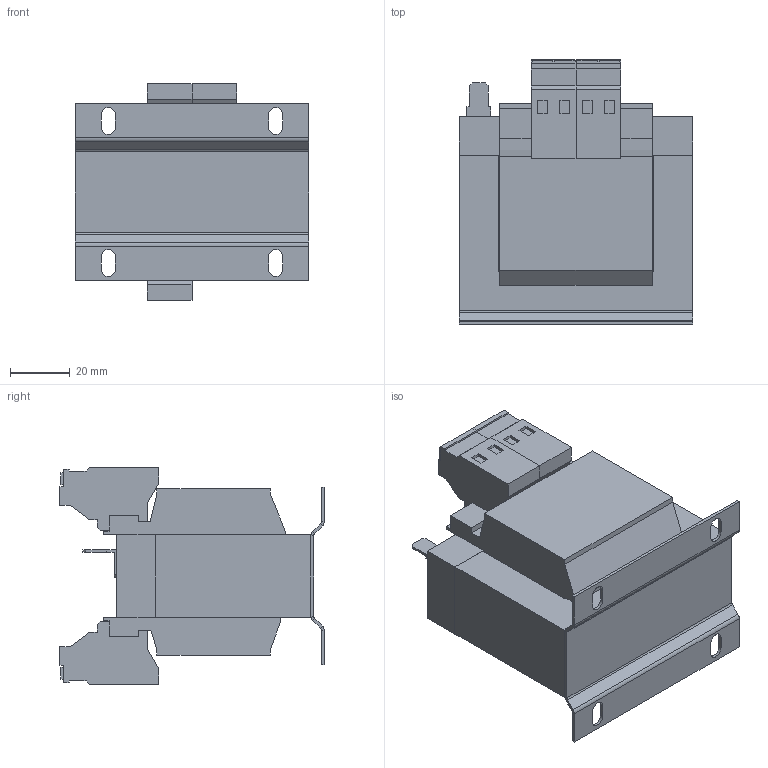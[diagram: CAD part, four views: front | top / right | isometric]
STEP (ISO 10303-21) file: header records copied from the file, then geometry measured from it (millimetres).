
FILE_DESCRIPTION (( 'STEP AP214' ), '1' );
FILE_NAME ('221245.STEP', '2020-06-12T12:57:33', ( '' ), ( '' ), 'SwSTEP 2.0', 'SolidWorks 2018', '' );
FILE_SCHEMA (( 'AUTOMOTIVE_DESIGN' ));
Length unit declared in the file: millimetre
Products named in the file (1): 221245
Bounding box: 78 x 88.5 x 72.6 mm (x, y, z)
Volume: 233206.4 mm3; surface area: 42523.8 mm2
Topology: 1 solids, 1 shells, 274 faces, 695 edges, 438 vertices
Faces by surface type: plane 246, cylinder 28
Entity records: 8085 total; most frequent: CARTESIAN_POINT 1408, ORIENTED_EDGE 1390, DIRECTION 1301, EDGE_CURVE 695, VECTOR 639, LINE 639, VERTEX_POINT 438, AXIS2_PLACEMENT_3D 331
